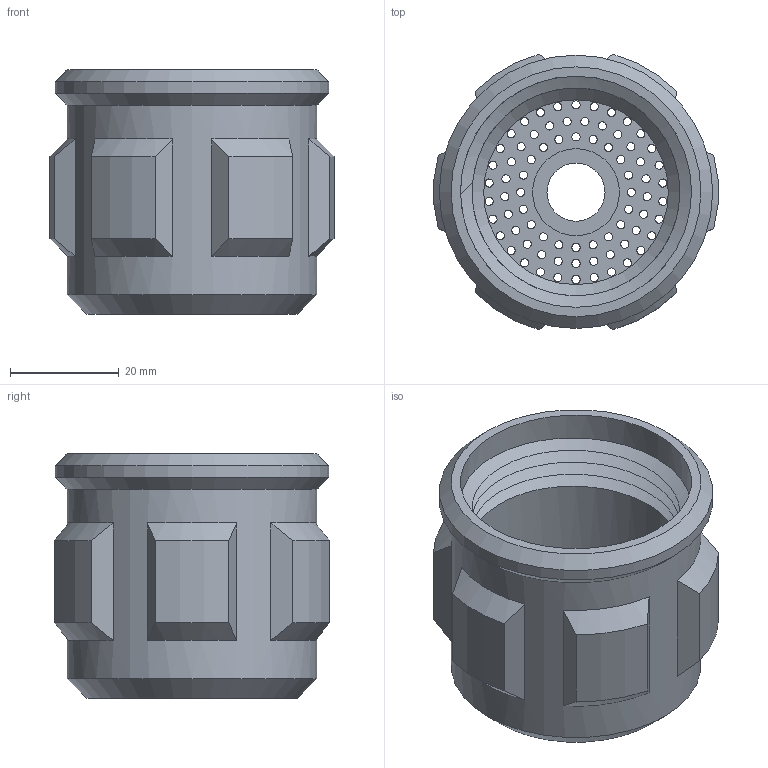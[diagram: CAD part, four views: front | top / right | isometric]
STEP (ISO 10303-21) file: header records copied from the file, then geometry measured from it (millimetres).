
FILE_DESCRIPTION(/* description */ (''),/* implementation_level */ '2;1');
FILE_NAME(/* name */ 'pommel.step',/* time_stamp */ '2024-05-10T19:16:29+03:00',/* author */ (''),/* organization */ (''),/* preprocessor_version */ 'ST-DEVELOPER v20',/* originating_system */ 'Autodesk Translation Framework v12.20.1.177',/* authorisation */ '');
FILE_SCHEMA (('AUTOMOTIVE_DESIGN { 1 0 10303 214 3 1 1 }'));
Length unit declared in the file: millimetre
Products named in the file (4): Lightsaber RP2040 PropMaker x1.08; Hilt Assembly; Eletronics; Pommel-1.08
Assembly tree (3 placements, depth 3):
  Lightsaber RP2040 PropMaker x1.08
    Hilt Assembly
      Eletronics
      Pommel-1.08
Bounding box: 52.29 x 50.69 x 44.96 mm (x, y, z)
Volume: 20801.5 mm3; surface area: 18035.8 mm2
Topology: 1 solids, 1 shells, 129 faces, 346 edges, 229 vertices
Faces by surface type: cylinder 91, plane 20, cone 16, bspline 2
Full cylindrical faces by diameter (mm): 1.5 x75, 10.7 x1, 14.1 x1, 16 x1, 34 x1, 42.552 x4, 46.008 x1, 50.328 x1
Entity records: 5216 total; most frequent: CARTESIAN_POINT 1507, DIRECTION 766, ORIENTED_EDGE 692, EDGE_CURVE 346, AXIS2_PLACEMENT_3D 325, EDGE_LOOP 291, VERTEX_POINT 229, CIRCLE 191
